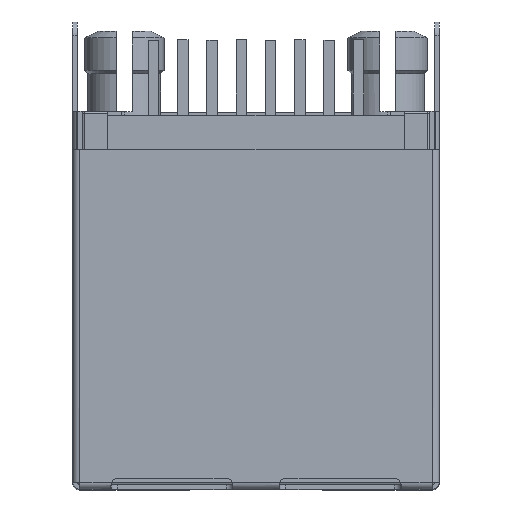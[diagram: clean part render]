
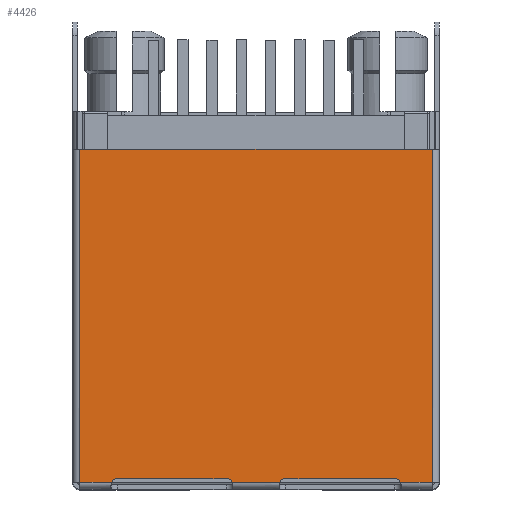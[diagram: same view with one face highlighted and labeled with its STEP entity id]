
A CAD part, top view. The second image highlights one B-rep face of the part: STEP entity #4426.
In plain terms, the highlighted planar face has unit normal (0, 0, 1).
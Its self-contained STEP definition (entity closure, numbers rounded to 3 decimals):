
#1618=VERTEX_POINT('',#4572);
#1694=VERTEX_POINT('',#4654);
#1718=VERTEX_POINT('',#4679);
#1746=EDGE_CURVE('',#4092,#1694,#4711,.T.);
#1856=EDGE_CURVE('',#2610,#4336,#4830,.T.);
#2120=VERTEX_POINT('',#5135);
#2122=EDGE_CURVE('',#3556,#2610,#5137,.T.);
#2240=EDGE_CURVE('',#1718,#1618,#5267,.T.);
#2414=EDGE_CURVE('',#2592,#3954,#5459,.T.);
#2592=VERTEX_POINT('',#5658);
#2610=VERTEX_POINT('',#5682);
#2970=EDGE_CURVE('',#3020,#1694,#6071,.T.);
#3020=VERTEX_POINT('',#6127);
#3428=EDGE_CURVE('',#3954,#3020,#6569,.F.);
#3556=VERTEX_POINT('',#6709);
#3612=EDGE_CURVE('',#4336,#4134,#6772,.T.);
#3650=EDGE_CURVE('',#1618,#3556,#6811,.T.);
#3692=EDGE_CURVE('',#4134,#2592,#6856,.F.);
#3762=EDGE_CURVE('',#1718,#2120,#6932,.T.);
#3954=VERTEX_POINT('',#7141);
#4028=EDGE_CURVE('',#2120,#4092,#7221,.T.);
#4092=VERTEX_POINT('',#7290);
#4134=VERTEX_POINT('',#7336);
#4336=VERTEX_POINT('',#7557);
#4426=ADVANCED_FACE('',(#7658),#7659,.T.);
#4572=CARTESIAN_POINT('',(7.65,-8.05,8.325));
#4654=CARTESIAN_POINT('',(1.03,-8.05,8.325));
#4679=CARTESIAN_POINT('',(6.27,-8.05,8.325));
#4711=CIRCLE('',#8045,0.3);
#4830=LINE('',#8219,#8220);
#5135=CARTESIAN_POINT('',(6.0,-7.88,8.325));
#5137=LINE('',#8690,#8691);
#5267=LINE('',#8886,#8887);
#5459=LINE('',#9162,#9163);
#5658=CARTESIAN_POINT('',(-6.0,-7.88,8.325));
#5682=CARTESIAN_POINT('',(-7.65,6.4,8.325));
#6071=LINE('',#10146,#10147);
#6127=CARTESIAN_POINT('',(-1.03,-8.05,8.325));
#6569=CIRCLE('',#10948,0.3);
#6709=CARTESIAN_POINT('',(7.65,6.4,8.325));
#6772=LINE('',#11225,#11226);
#6811=LINE('',#11281,#11282);
#6856=CIRCLE('',#11348,0.3);
#6932=CIRCLE('',#11471,0.3);
#7141=CARTESIAN_POINT('',(-1.3,-7.88,8.325));
#7221=LINE('',#11926,#11927);
#7290=CARTESIAN_POINT('',(1.3,-7.88,8.325));
#7336=CARTESIAN_POINT('',(-6.27,-8.05,8.325));
#7557=CARTESIAN_POINT('',(-7.65,-8.05,8.325));
#7658=FACE_OUTER_BOUND('',#12579,.T.);
#7659=PLANE('',#12580);
#8045=AXIS2_PLACEMENT_3D('',#13423,#13424,#13425);
#8219=CARTESIAN_POINT('',(-7.65,-8.18,8.325));
#8220=VECTOR('',#13553,1000.0);
#8690=CARTESIAN_POINT('',(7.65,6.4,8.325));
#8691=VECTOR('',#13981,1000.0);
#8886=CARTESIAN_POINT('',(-7.65,-8.05,8.325));
#8887=VECTOR('',#14118,1000.0);
#9162=CARTESIAN_POINT('',(-7.65,-7.88,8.325));
#9163=VECTOR('',#14336,1000.0);
#10146=CARTESIAN_POINT('',(-7.65,-8.05,8.325));
#10147=VECTOR('',#15001,1000.0);
#10948=AXIS2_PLACEMENT_3D('',#15478,#15479,#15480);
#11225=CARTESIAN_POINT('',(-7.65,-8.05,8.325));
#11226=VECTOR('',#15692,1000.0);
#11281=CARTESIAN_POINT('',(7.65,-8.18,8.325));
#11282=VECTOR('',#15712,1000.0);
#11348=AXIS2_PLACEMENT_3D('',#15752,#15753,#15754);
#11471=AXIS2_PLACEMENT_3D('',#15833,#15834,#15835);
#11926=CARTESIAN_POINT('',(-7.65,-7.88,8.325));
#11927=VECTOR('',#16095,1000.0);
#12579=EDGE_LOOP('',(#16611,#16612,#16613,#16614,#16615,#16616,#16617,#16618,#16619,#16620,#16621,#16622));
#12580=AXIS2_PLACEMENT_3D('',#16623,#16624,#16625);
#13423=CARTESIAN_POINT('',(1.3,-8.18,8.325));
#13424=DIRECTION('',(0.0,0.,1.0));
#13425=DIRECTION('',(0.0,-1.0,0.));
#13553=DIRECTION('',(0.,-1.0,0.));
#13981=DIRECTION('',(-1.0,0.0,0.0));
#14118=DIRECTION('',(1.0,0.0,0.0));
#14336=DIRECTION('',(1.0,0.0,0.0));
#15001=DIRECTION('',(1.0,0.0,0.0));
#15478=CARTESIAN_POINT('',(-1.3,-8.18,8.325));
#15479=DIRECTION('',(0.0,0.,1.0));
#15480=DIRECTION('',(0.0,-1.0,0.));
#15692=DIRECTION('',(1.0,0.0,0.0));
#15712=DIRECTION('',(0.,1.0,0.));
#15752=CARTESIAN_POINT('',(-6.0,-8.18,8.325));
#15753=DIRECTION('',(0.0,0.,1.0));
#15754=DIRECTION('',(0.0,-1.0,0.));
#15833=CARTESIAN_POINT('',(6.0,-8.18,8.325));
#15834=DIRECTION('',(0.0,0.,1.0));
#15835=DIRECTION('',(0.0,-1.0,0.));
#16095=DIRECTION('',(-1.0,0.0,0.0));
#16611=ORIENTED_EDGE('',*,*,#3612,.T.);
#16612=ORIENTED_EDGE('',*,*,#3692,.T.);
#16613=ORIENTED_EDGE('',*,*,#2414,.T.);
#16614=ORIENTED_EDGE('',*,*,#3428,.T.);
#16615=ORIENTED_EDGE('',*,*,#2970,.T.);
#16616=ORIENTED_EDGE('',*,*,#1746,.F.);
#16617=ORIENTED_EDGE('',*,*,#4028,.F.);
#16618=ORIENTED_EDGE('',*,*,#3762,.F.);
#16619=ORIENTED_EDGE('',*,*,#2240,.T.);
#16620=ORIENTED_EDGE('',*,*,#3650,.T.);
#16621=ORIENTED_EDGE('',*,*,#2122,.T.);
#16622=ORIENTED_EDGE('',*,*,#1856,.T.);
#16623=CARTESIAN_POINT('',(-7.65,-8.18,8.325));
#16624=DIRECTION('',(0.0,0.,1.0));
#16625=DIRECTION('',(1.0,-0.0,0.0));
